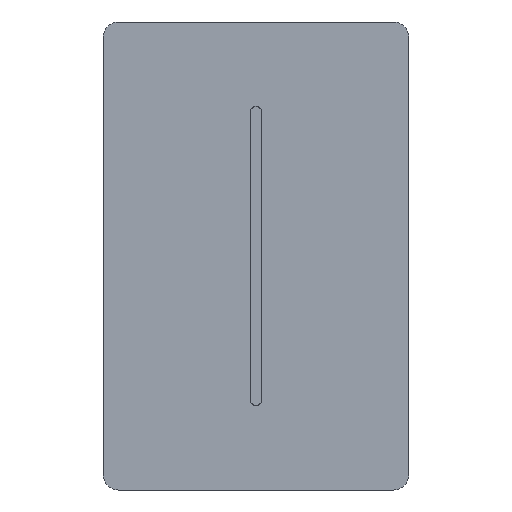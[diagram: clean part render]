
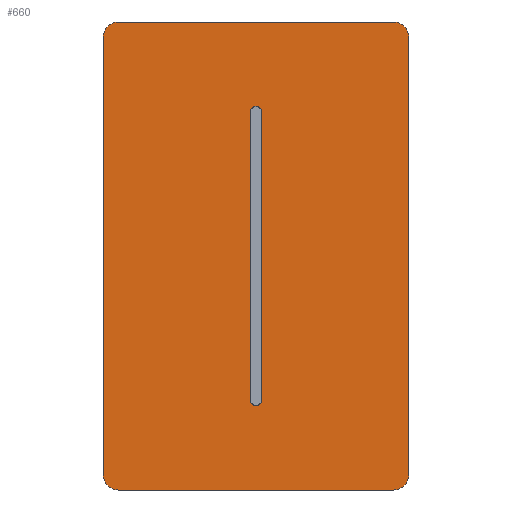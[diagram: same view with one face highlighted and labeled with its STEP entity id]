
A CAD part, front view. The second image highlights one B-rep face of the part: STEP entity #660.
In plain terms, the highlighted planar face has unit normal (0, -1, 0).
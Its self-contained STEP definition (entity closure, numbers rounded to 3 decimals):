
#314=CARTESIAN_POINT('',(-44.,0.,70.));
#315=DIRECTION('',(0.,-1.,0.));
#316=DIRECTION('',(0.,0.,1.));
#317=AXIS2_PLACEMENT_3D('',#314,#315,#316);
#323=DIRECTION('',(-1.,0.,0.));
#324=VECTOR('',#323,88.);
#325=CARTESIAN_POINT('',(44.,0.,75.));
#326=LINE('5014',#325,#324);
#330=CARTESIAN_POINT('',(44.,0.,70.));
#331=DIRECTION('',(0.,-1.,0.));
#332=DIRECTION('',(1.,0.,0.));
#333=AXIS2_PLACEMENT_3D('',#330,#331,#332);
#338=DIRECTION('',(0.,0.,1.));
#339=VECTOR('',#338,140.);
#340=CARTESIAN_POINT('',(49.,0.,-70.));
#341=LINE('5013',#340,#339);
#345=CARTESIAN_POINT('',(44.,0.,-70.));
#346=DIRECTION('',(0.,-1.,0.));
#347=DIRECTION('',(0.,0.,-1.));
#348=AXIS2_PLACEMENT_3D('',#345,#346,#347);
#353=DIRECTION('',(1.,0.,0.));
#354=VECTOR('',#353,88.);
#355=CARTESIAN_POINT('',(-44.,0.,-75.));
#356=LINE('5012',#355,#354);
#360=CARTESIAN_POINT('',(-44.,0.,-70.));
#361=DIRECTION('',(0.,-1.,0.));
#362=DIRECTION('',(-1.,0.,0.));
#363=AXIS2_PLACEMENT_3D('',#360,#361,#362);
#368=DIRECTION('',(0.,0.,-1.));
#369=VECTOR('',#368,140.);
#370=CARTESIAN_POINT('',(-49.,0.,70.));
#371=LINE('5011',#370,#369);
#375=DIRECTION('',(0.,0.,-1.));
#376=VECTOR('',#375,92.2);
#377=CARTESIAN_POINT('',(1.9,0.,46.1));
#378=LINE('8372',#377,#376);
#382=CARTESIAN_POINT('',(0.,0.,46.1));
#383=DIRECTION('',(0.,-1.,0.));
#384=DIRECTION('',(1.,0.,0.));
#385=AXIS2_PLACEMENT_3D('',#382,#383,#384);
#390=DIRECTION('',(0.,0.,1.));
#391=VECTOR('',#390,92.2);
#392=CARTESIAN_POINT('',(-1.9,0.,-46.1));
#393=LINE('8373',#392,#391);
#397=CARTESIAN_POINT('',(0.,0.,-46.1));
#398=DIRECTION('',(0.,-1.,0.));
#399=DIRECTION('',(-1.,0.,0.));
#400=AXIS2_PLACEMENT_3D('',#397,#398,#399);
#583=CARTESIAN_POINT('',(-44.,0.,75.));
#584=VERTEX_POINT('',#583);
#585=CARTESIAN_POINT('',(-49.,0.,70.));
#586=VERTEX_POINT('',#585);
#591=CARTESIAN_POINT('',(49.,0.,70.));
#592=VERTEX_POINT('',#591);
#593=CARTESIAN_POINT('',(44.,0.,75.));
#594=VERTEX_POINT('',#593);
#599=CARTESIAN_POINT('',(44.,0.,-75.));
#600=VERTEX_POINT('',#599);
#601=CARTESIAN_POINT('',(49.,0.,-70.));
#602=VERTEX_POINT('',#601);
#607=CARTESIAN_POINT('',(-49.,0.,-70.));
#608=VERTEX_POINT('',#607);
#609=CARTESIAN_POINT('',(-44.,0.,-75.));
#610=VERTEX_POINT('',#609);
#612=CARTESIAN_POINT('',(-1.9,0.,46.1));
#614=VERTEX_POINT('',#612);
#616=CARTESIAN_POINT('',(1.9,0.,46.1));
#618=VERTEX_POINT('',#616);
#620=CARTESIAN_POINT('',(1.9,0.,-46.1));
#622=VERTEX_POINT('',#620);
#624=CARTESIAN_POINT('',(-1.9,0.,-46.1));
#626=VERTEX_POINT('',#624);
#627=CARTESIAN_POINT('',(0.,0.,0.));
#628=DIRECTION('',(0.,-1.,0.));
#629=DIRECTION('',(1.,0.,0.));
#630=AXIS2_PLACEMENT_3D('',#627,#628,#629);
#631=PLANE('4878',#630);
#633=ORIENTED_EDGE('4997',*,*,#632,.F.);
#635=ORIENTED_EDGE('5014',*,*,#634,.F.);
#637=ORIENTED_EDGE('5001',*,*,#636,.F.);
#639=ORIENTED_EDGE('5013',*,*,#638,.F.);
#641=ORIENTED_EDGE('5005',*,*,#640,.F.);
#643=ORIENTED_EDGE('5012',*,*,#642,.F.);
#645=ORIENTED_EDGE('5009',*,*,#644,.F.);
#647=ORIENTED_EDGE('5011',*,*,#646,.F.);
#648=EDGE_LOOP('4878',(#633,#635,#637,#639,#641,#643,#645,#647));
#649=FACE_OUTER_BOUND('4878',#648,.F.);
#651=ORIENTED_EDGE('8372',*,*,#650,.F.);
#653=ORIENTED_EDGE('8387',*,*,#652,.T.);
#655=ORIENTED_EDGE('8373',*,*,#654,.F.);
#657=ORIENTED_EDGE('8386',*,*,#656,.T.);
#658=EDGE_LOOP('4878',(#651,#653,#655,#657));
#659=FACE_BOUND('4878',#658,.F.);
#660=ADVANCED_FACE('4878',(#649,#659),#631,.T.);
#318=CIRCLE('4997',#317,5.);
#334=CIRCLE('5001',#333,5.);
#349=CIRCLE('5005',#348,5.);
#364=CIRCLE('5009',#363,5.);
#386=CIRCLE('8387',#385,1.9);
#401=CIRCLE('8386',#400,1.9);
#632=EDGE_CURVE('4997',#584,#586,#318,.T.);
#634=EDGE_CURVE('5014',#594,#584,#326,.T.);
#636=EDGE_CURVE('5001',#592,#594,#334,.T.);
#638=EDGE_CURVE('5013',#602,#592,#341,.T.);
#640=EDGE_CURVE('5005',#600,#602,#349,.T.);
#642=EDGE_CURVE('5012',#610,#600,#356,.T.);
#644=EDGE_CURVE('5009',#608,#610,#364,.T.);
#646=EDGE_CURVE('5011',#586,#608,#371,.T.);
#650=EDGE_CURVE('8372',#618,#622,#378,.T.);
#652=EDGE_CURVE('8387',#618,#614,#386,.T.);
#654=EDGE_CURVE('8373',#626,#614,#393,.T.);
#656=EDGE_CURVE('8386',#626,#622,#401,.T.);
